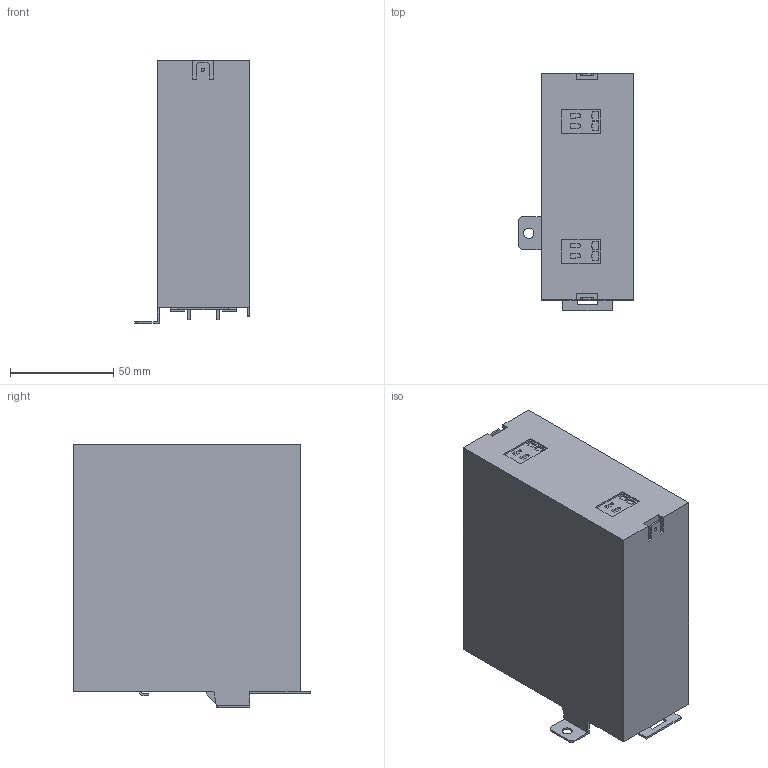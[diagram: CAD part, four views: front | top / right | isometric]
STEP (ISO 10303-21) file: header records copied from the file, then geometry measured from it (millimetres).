
FILE_DESCRIPTION (( 'STEP AP214' ), '1' );
FILE_NAME ('237392.STEP', '2020-10-06T06:15:20', ( '' ), ( '' ), 'SwSTEP 2.0', 'SolidWorks 2018', '' );
FILE_SCHEMA (( 'AUTOMOTIVE_DESIGN' ));
Length unit declared in the file: millimetre
Products named in the file (1): 237392
Bounding box: 55.76 x 115.08 x 127.36 mm (x, y, z)
Volume: 590882.1 mm3; surface area: 48854.6 mm2
Topology: 1 solids, 1 shells, 181 faces, 498 edges, 330 vertices
Faces by surface type: plane 167, cylinder 14
Entity records: 5702 total; most frequent: CARTESIAN_POINT 1010, ORIENTED_EDGE 996, DIRECTION 890, EDGE_CURVE 498, VECTOR 470, LINE 470, VERTEX_POINT 330, AXIS2_PLACEMENT_3D 210
